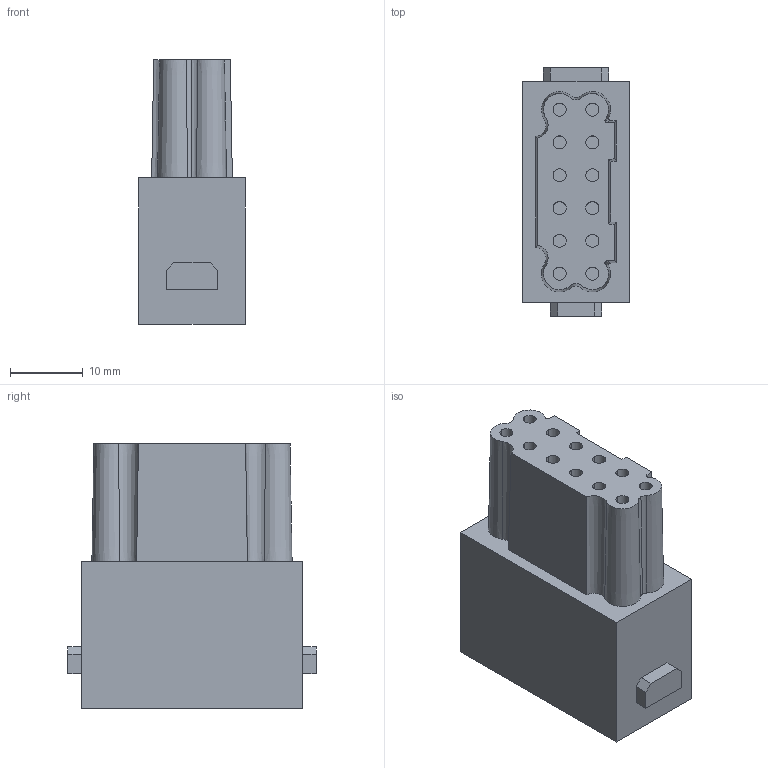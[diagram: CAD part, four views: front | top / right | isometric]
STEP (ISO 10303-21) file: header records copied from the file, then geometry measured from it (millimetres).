
FILE_DESCRIPTION(/* description */ ('Alibre Inc.'),/* implementation_level */ '2;1');
FILE_NAME(/* name */ 'export-D1ADDBB0-53BC-4CE9-9B25-465FF87ED3D9',/* time_stamp */ '2022-09-30T15:48:04+02:00',/* author */ (''),/* organization */ (''),/* preprocessor_version */ 'ST-DEVELOPER v17',/* originating_system */ 'Alibre',/* authorisation */ '');
FILE_SCHEMA (('AUTOMOTIVE_DESIGN'));
Length unit declared in the file: millimetre
Products named in the file (2): HC_M_12_PT_F-select
Bounding box: 14.6 x 34.1 x 36.25 mm (x, y, z)
Volume: 11254.1 mm3; surface area: 6530.9 mm2
Topology: 1 solids, 1 shells, 503 faces, 1319 edges, 857 vertices
Faces by surface type: plane 293, cylinder 96, bspline 79, cone 35
Entity records: 33143 total; most frequent: CARTESIAN_POINT 22487, ORIENTED_EDGE 2638, DIRECTION 1480, EDGE_CURVE 1319, VERTEX_POINT 857, VECTOR 691, LINE 691, EDGE_LOOP 542
